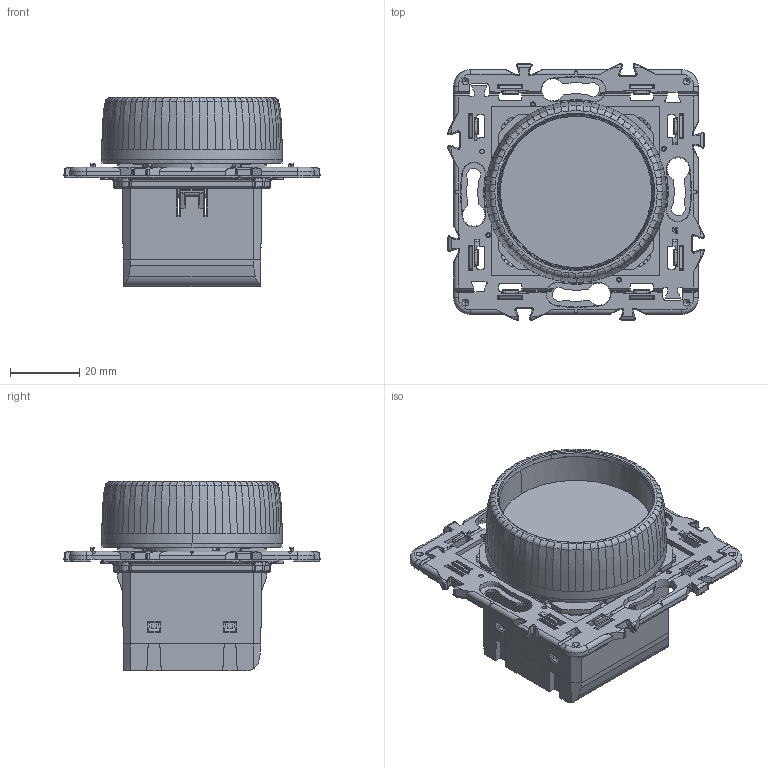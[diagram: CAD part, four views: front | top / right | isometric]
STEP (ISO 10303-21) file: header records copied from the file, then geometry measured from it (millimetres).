
FILE_DESCRIPTION(('CATIA V5 STEP Exchange','CAx-IF Rec.Pracs.--- Model Styling and Organization---1.5--- 2016-08-15','CAx-IF Rec.Pracs.---Supplemental Geometry---1.0---2011-11-01','CAx-IF Rec.Pracs.--- Composite Materials ---1.1---2010-07-15'),'2;1');
FILE_NAME('CB0408+Support_AllCATPart.stp','2024-03-25T10:45:56+00:00',('none'),('none'),'CATIA Version 5-6 Release 2020 SP3','CATIA V5 STEP AP214 v2','none');
FILE_SCHEMA(('AUTOMOTIVE_DESIGN { 1 0 10303 214 1 1 1 1 }'));
Products named in the file (1): CB0408+Support_AllCATPart
Bounding box: 74.15 x 74.15 x 54.73 mm (x, y, z)
Volume: 37933.7 mm3; surface area: 49241.3 mm2
Topology: 8 solids, 8 shells, 2370 faces, 6563 edges, 4176 vertices
Faces by surface type: plane 1133, cylinder 453, bspline 326, cone 267, torus 125, sphere 48, extrusion 16, revolution 2
Entity records: 92857 total; most frequent: CARTESIAN_POINT 39951, ORIENTED_EDGE 13006, DIRECTION 7209, EDGE_CURVE 6503, VERTEX_POINT 4174, VECTOR 2927, LINE 2911, AXIS2_PLACEMENT_3D 2746
